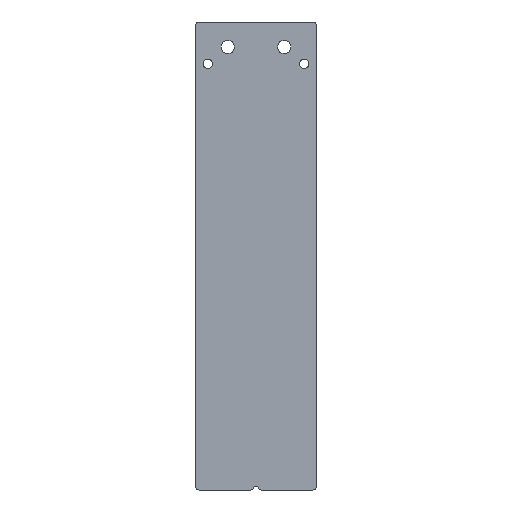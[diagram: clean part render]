
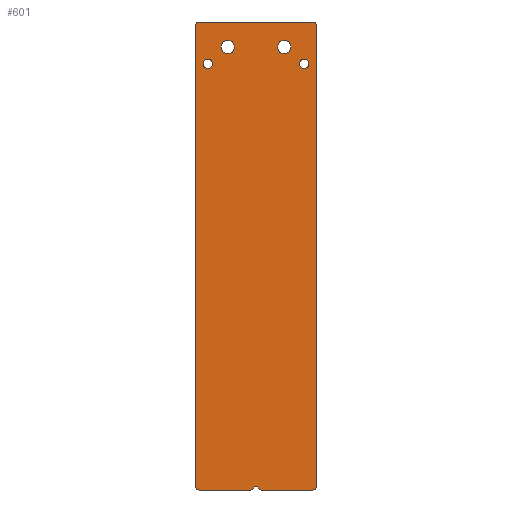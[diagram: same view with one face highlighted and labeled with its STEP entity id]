
A CAD part, front view. The second image highlights one B-rep face of the part: STEP entity #601.
In plain terms, the highlighted planar face has unit normal (0, -1, 0).
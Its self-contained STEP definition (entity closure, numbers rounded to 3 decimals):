
#17=CARTESIAN_POINT('',(-142.78,-2.6,172.94));
#18=DIRECTION('',(0.,-1.,0.));
#19=DIRECTION('',(1.,0.,0.));
#20=AXIS2_PLACEMENT_3D('',#17,#18,#19);
#26=CARTESIAN_POINT('',(-142.78,-2.6,43.94));
#27=DIRECTION('',(0.,-1.,0.));
#28=DIRECTION('',(0.,0.,-1.));
#29=AXIS2_PLACEMENT_3D('',#26,#27,#28);
#34=DIRECTION('',(1.,0.,0.));
#35=VECTOR('',#34,14.368);
#36=CARTESIAN_POINT('',(-157.148,-2.6,42.94));
#37=LINE('',#36,#35);
#41=CARTESIAN_POINT('',(-157.148,-2.6,43.94));
#42=DIRECTION('',(0.,-1.,0.));
#43=DIRECTION('',(-0.995,0.,-0.1));
#44=AXIS2_PLACEMENT_3D('',#41,#42,#43);
#49=DIRECTION('',(1.,0.,0.));
#50=VECTOR('',#49,1.1);
#51=CARTESIAN_POINT('',(-159.243,-2.6,43.84));
#52=LINE('',#51,#50);
#56=CARTESIAN_POINT('',(-160.237,-2.6,43.94));
#57=DIRECTION('',(0.,-1.,0.));
#58=DIRECTION('',(0.,0.,-1.));
#59=AXIS2_PLACEMENT_3D('',#56,#57,#58);
#64=DIRECTION('',(1.,0.,0.));
#65=VECTOR('',#64,14.368);
#66=CARTESIAN_POINT('',(-174.605,-2.6,42.94));
#67=LINE('',#66,#65);
#71=CARTESIAN_POINT('',(-174.605,-2.6,43.94));
#72=DIRECTION('',(0.,-1.,0.));
#73=DIRECTION('',(-1.,0.,0.));
#74=AXIS2_PLACEMENT_3D('',#71,#72,#73);
#79=CARTESIAN_POINT('',(-174.605,-2.6,172.94));
#80=DIRECTION('',(0.,-1.,0.));
#81=DIRECTION('',(0.,0.,1.));
#82=AXIS2_PLACEMENT_3D('',#79,#80,#81);
#87=CARTESIAN_POINT('',(-172.193,-2.6,162.24));
#88=DIRECTION('',(0.,1.,0.));
#89=DIRECTION('',(-1.,0.,0.));
#90=AXIS2_PLACEMENT_3D('',#87,#88,#89);
#95=CARTESIAN_POINT('',(-172.193,-2.6,162.24));
#96=DIRECTION('',(0.,1.,0.));
#97=DIRECTION('',(1.,0.,0.));
#98=AXIS2_PLACEMENT_3D('',#95,#96,#97);
#103=CARTESIAN_POINT('',(-145.193,-2.6,162.24));
#104=DIRECTION('',(0.,1.,0.));
#105=DIRECTION('',(-1.,0.,0.));
#106=AXIS2_PLACEMENT_3D('',#103,#104,#105);
#111=CARTESIAN_POINT('',(-145.193,-2.6,162.24));
#112=DIRECTION('',(0.,1.,0.));
#113=DIRECTION('',(1.,0.,0.));
#114=AXIS2_PLACEMENT_3D('',#111,#112,#113);
#119=CARTESIAN_POINT('',(-166.593,-2.6,166.94));
#120=DIRECTION('',(0.,1.,0.));
#121=DIRECTION('',(-1.,0.,0.));
#122=AXIS2_PLACEMENT_3D('',#119,#120,#121);
#127=CARTESIAN_POINT('',(-166.593,-2.6,166.94));
#128=DIRECTION('',(0.,1.,0.));
#129=DIRECTION('',(1.,0.,0.));
#130=AXIS2_PLACEMENT_3D('',#127,#128,#129);
#135=CARTESIAN_POINT('',(-150.793,-2.6,166.94));
#136=DIRECTION('',(0.,1.,0.));
#137=DIRECTION('',(-1.,0.,0.));
#138=AXIS2_PLACEMENT_3D('',#135,#136,#137);
#143=CARTESIAN_POINT('',(-150.793,-2.6,166.94));
#144=DIRECTION('',(0.,1.,0.));
#145=DIRECTION('',(1.,0.,0.));
#146=AXIS2_PLACEMENT_3D('',#143,#144,#145);
#312=DIRECTION('',(-1.,0.,0.));
#313=VECTOR('',#312,31.825);
#314=CARTESIAN_POINT('',(-142.78,-2.6,173.94));
#315=LINE('',#314,#313);
#333=DIRECTION('',(0.,0.,-1.));
#334=VECTOR('',#333,129.);
#335=CARTESIAN_POINT('',(-175.605,-2.6,172.94));
#336=LINE('',#335,#334);
#403=DIRECTION('',(0.,0.,1.));
#404=VECTOR('',#403,129.);
#405=CARTESIAN_POINT('',(-141.78,-2.6,43.94));
#406=LINE('',#405,#404);
#466=CARTESIAN_POINT('',(-175.605,-2.6,43.94));
#467=CARTESIAN_POINT('',(-174.605,-2.6,42.94));
#468=VERTEX_POINT('',#466);
#469=VERTEX_POINT('',#467);
#470=CARTESIAN_POINT('',(-160.237,-2.6,42.94));
#471=VERTEX_POINT('',#470);
#472=CARTESIAN_POINT('',(-159.243,-2.6,43.84));
#473=VERTEX_POINT('',#472);
#474=CARTESIAN_POINT('',(-158.143,-2.6,43.84));
#475=VERTEX_POINT('',#474);
#476=CARTESIAN_POINT('',(-157.148,-2.6,42.94));
#477=VERTEX_POINT('',#476);
#478=CARTESIAN_POINT('',(-142.78,-2.6,42.94));
#479=VERTEX_POINT('',#478);
#480=CARTESIAN_POINT('',(-141.78,-2.6,43.94));
#481=VERTEX_POINT('',#480);
#498=CARTESIAN_POINT('',(-173.493,-2.6,162.24));
#499=CARTESIAN_POINT('',(-170.893,-2.6,162.24));
#500=VERTEX_POINT('',#498);
#501=VERTEX_POINT('',#499);
#502=CARTESIAN_POINT('',(-146.493,-2.6,162.24));
#503=CARTESIAN_POINT('',(-143.893,-2.6,162.24));
#504=VERTEX_POINT('',#502);
#505=VERTEX_POINT('',#503);
#514=CARTESIAN_POINT('',(-168.443,-2.6,166.94));
#515=CARTESIAN_POINT('',(-164.743,-2.6,166.94));
#516=VERTEX_POINT('',#514);
#517=VERTEX_POINT('',#515);
#518=CARTESIAN_POINT('',(-152.643,-2.6,166.94));
#519=CARTESIAN_POINT('',(-148.943,-2.6,166.94));
#520=VERTEX_POINT('',#518);
#521=VERTEX_POINT('',#519);
#534=CARTESIAN_POINT('',(-141.78,-2.6,172.94));
#535=VERTEX_POINT('',#534);
#536=CARTESIAN_POINT('',(-142.78,-2.6,173.94));
#537=VERTEX_POINT('',#536);
#542=CARTESIAN_POINT('',(-174.605,-2.6,173.94));
#543=VERTEX_POINT('',#542);
#544=CARTESIAN_POINT('',(-175.605,-2.6,172.94));
#545=VERTEX_POINT('',#544);
#546=CARTESIAN_POINT('',(0.,-2.6,0.));
#547=DIRECTION('',(0.,-1.,0.));
#548=DIRECTION('',(0.,0.,-1.));
#549=AXIS2_PLACEMENT_3D('',#546,#547,#548);
#550=PLANE('',#549);
#552=ORIENTED_EDGE('',*,*,#551,.F.);
#554=ORIENTED_EDGE('',*,*,#553,.F.);
#556=ORIENTED_EDGE('',*,*,#555,.F.);
#558=ORIENTED_EDGE('',*,*,#557,.F.);
#560=ORIENTED_EDGE('',*,*,#559,.F.);
#562=ORIENTED_EDGE('',*,*,#561,.F.);
#564=ORIENTED_EDGE('',*,*,#563,.F.);
#566=ORIENTED_EDGE('',*,*,#565,.F.);
#568=ORIENTED_EDGE('',*,*,#567,.F.);
#570=ORIENTED_EDGE('',*,*,#569,.F.);
#572=ORIENTED_EDGE('',*,*,#571,.F.);
#574=ORIENTED_EDGE('',*,*,#573,.F.);
#575=EDGE_LOOP('',(#552,#554,#556,#558,#560,#562,#564,#566,#568,#570,#572,
#574));
#576=FACE_OUTER_BOUND('',#575,.F.);
#578=ORIENTED_EDGE('',*,*,#577,.F.);
#580=ORIENTED_EDGE('',*,*,#579,.F.);
#581=EDGE_LOOP('',(#578,#580));
#582=FACE_BOUND('',#581,.F.);
#584=ORIENTED_EDGE('',*,*,#583,.F.);
#586=ORIENTED_EDGE('',*,*,#585,.F.);
#587=EDGE_LOOP('',(#584,#586));
#588=FACE_BOUND('',#587,.F.);
#590=ORIENTED_EDGE('',*,*,#589,.F.);
#592=ORIENTED_EDGE('',*,*,#591,.F.);
#593=EDGE_LOOP('',(#590,#592));
#594=FACE_BOUND('',#593,.F.);
#596=ORIENTED_EDGE('',*,*,#595,.F.);
#598=ORIENTED_EDGE('',*,*,#597,.F.);
#599=EDGE_LOOP('',(#596,#598));
#600=FACE_BOUND('',#599,.F.);
#601=ADVANCED_FACE('',(#576,#582,#588,#594,#600),#550,.T.);
#21=CIRCLE('',#20,1.);
#30=CIRCLE('',#29,1.);
#45=CIRCLE('',#44,1.);
#60=CIRCLE('',#59,1.);
#75=CIRCLE('',#74,1.);
#83=CIRCLE('',#82,1.);
#91=CIRCLE('',#90,1.3);
#99=CIRCLE('',#98,1.3);
#107=CIRCLE('',#106,1.3);
#115=CIRCLE('',#114,1.3);
#123=CIRCLE('',#122,1.85);
#131=CIRCLE('',#130,1.85);
#139=CIRCLE('',#138,1.85);
#147=CIRCLE('',#146,1.85);
#551=EDGE_CURVE('',#535,#537,#21,.T.);
#553=EDGE_CURVE('',#481,#535,#406,.T.);
#555=EDGE_CURVE('',#479,#481,#30,.T.);
#557=EDGE_CURVE('',#477,#479,#37,.T.);
#559=EDGE_CURVE('',#475,#477,#45,.T.);
#561=EDGE_CURVE('',#473,#475,#52,.T.);
#563=EDGE_CURVE('',#471,#473,#60,.T.);
#565=EDGE_CURVE('',#469,#471,#67,.T.);
#567=EDGE_CURVE('',#468,#469,#75,.T.);
#569=EDGE_CURVE('',#545,#468,#336,.T.);
#571=EDGE_CURVE('',#543,#545,#83,.T.);
#573=EDGE_CURVE('',#537,#543,#315,.T.);
#577=EDGE_CURVE('',#500,#501,#91,.T.);
#579=EDGE_CURVE('',#501,#500,#99,.T.);
#583=EDGE_CURVE('',#504,#505,#107,.T.);
#585=EDGE_CURVE('',#505,#504,#115,.T.);
#589=EDGE_CURVE('',#516,#517,#123,.T.);
#591=EDGE_CURVE('',#517,#516,#131,.T.);
#595=EDGE_CURVE('',#520,#521,#139,.T.);
#597=EDGE_CURVE('',#521,#520,#147,.T.);
